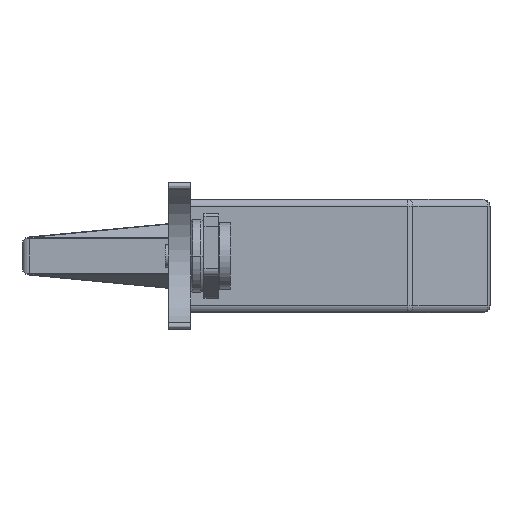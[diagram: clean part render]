
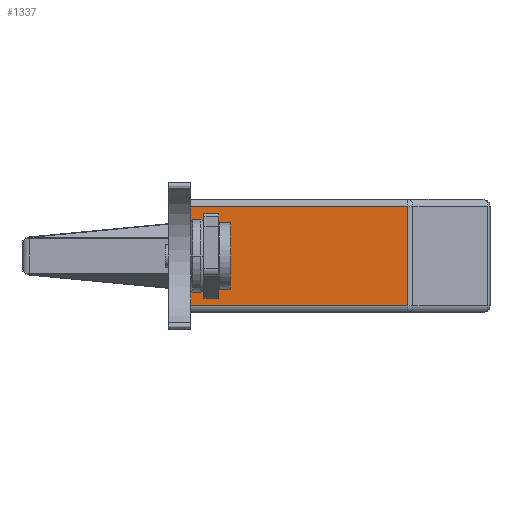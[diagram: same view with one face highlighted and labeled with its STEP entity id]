
A CAD part, left-side view. The second image highlights one B-rep face of the part: STEP entity #1337.
In plain terms, the highlighted face is planar.
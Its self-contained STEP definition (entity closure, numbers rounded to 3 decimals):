
#146 = CARTESIAN_POINT ( 'NONE',  ( 27.3, -33.75, 12.25 ) ) ;
#594 = EDGE_CURVE ( 'NONE', #3368, #9183, #6968, .T. ) ;
#786 = ORIENTED_EDGE ( 'NONE', *, *, #2662, .T. ) ;
#1329 = EDGE_LOOP ( 'NONE', ( #786, #8844, #2332, #5558 ) ) ;
#1337 = ADVANCED_FACE ( 'NONE', ( #2439 ), #3192, .F. ) ;
#1576 = EDGE_CURVE ( 'NONE', #4651, #3015, #6081, .T. ) ;
#1626 = EDGE_CURVE ( 'NONE', #3015, #3368, #4100, .T. ) ;
#1646 = DIRECTION ( 'NONE',  ( 0., 0., 1. ) ) ;
#1889 = VECTOR ( 'NONE', #8255, 1000. ) ;
#2237 = LINE ( 'NONE', #7442, #4326 ) ;
#2332 = ORIENTED_EDGE ( 'NONE', *, *, #1626, .T. ) ;
#2439 = FACE_OUTER_BOUND ( 'NONE', #1329, .T. ) ;
#2486 = CARTESIAN_POINT ( 'NONE',  ( -13.5, -33.75, 12.25 ) ) ;
#2662 = EDGE_CURVE ( 'NONE', #9183, #4651, #2237, .T. ) ;
#2746 = DIRECTION ( 'NONE',  ( 1., 0., 0. ) ) ;
#3015 = VERTEX_POINT ( 'NONE', #5957 ) ;
#3192 = PLANE ( 'NONE',  #5352 ) ;
#3368 = VERTEX_POINT ( 'NONE', #9136 ) ;
#3442 = CARTESIAN_POINT ( 'NONE',  ( 27.3, -33.75, -2.25 ) ) ;
#4100 = LINE ( 'NONE', #2486, #9268 ) ;
#4326 = VECTOR ( 'NONE', #1646, 1000. ) ;
#4651 = VERTEX_POINT ( 'NONE', #5939 ) ;
#5352 = AXIS2_PLACEMENT_3D ( 'NONE', #146, #8774, #6738 ) ;
#5429 = DIRECTION ( 'NONE',  ( 0., 0., -1. ) ) ;
#5558 = ORIENTED_EDGE ( 'NONE', *, *, #594, .T. ) ;
#5939 = CARTESIAN_POINT ( 'NONE',  ( 16.086, -33.75, 11.25 ) ) ;
#5957 = CARTESIAN_POINT ( 'NONE',  ( -13.5, -33.75, 11.25 ) ) ;
#6081 = LINE ( 'NONE', #6226, #1889 ) ;
#6226 = CARTESIAN_POINT ( 'NONE',  ( 27.3, -33.75, 11.25 ) ) ;
#6738 = DIRECTION ( 'NONE',  ( -1., 0., 0. ) ) ;
#6968 = LINE ( 'NONE', #3442, #8300 ) ;
#7442 = CARTESIAN_POINT ( 'NONE',  ( 16.086, -33.75, 12.25 ) ) ;
#7947 = CARTESIAN_POINT ( 'NONE',  ( 16.086, -33.75, -2.25 ) ) ;
#8255 = DIRECTION ( 'NONE',  ( -1., 0., 0. ) ) ;
#8300 = VECTOR ( 'NONE', #2746, 1000. ) ;
#8774 = DIRECTION ( 'NONE',  ( 0., 1., 0. ) ) ;
#8844 = ORIENTED_EDGE ( 'NONE', *, *, #1576, .T. ) ;
#9136 = CARTESIAN_POINT ( 'NONE',  ( -13.5, -33.75, -2.25 ) ) ;
#9183 = VERTEX_POINT ( 'NONE', #7947 ) ;
#9268 = VECTOR ( 'NONE', #5429, 1000. ) ;
